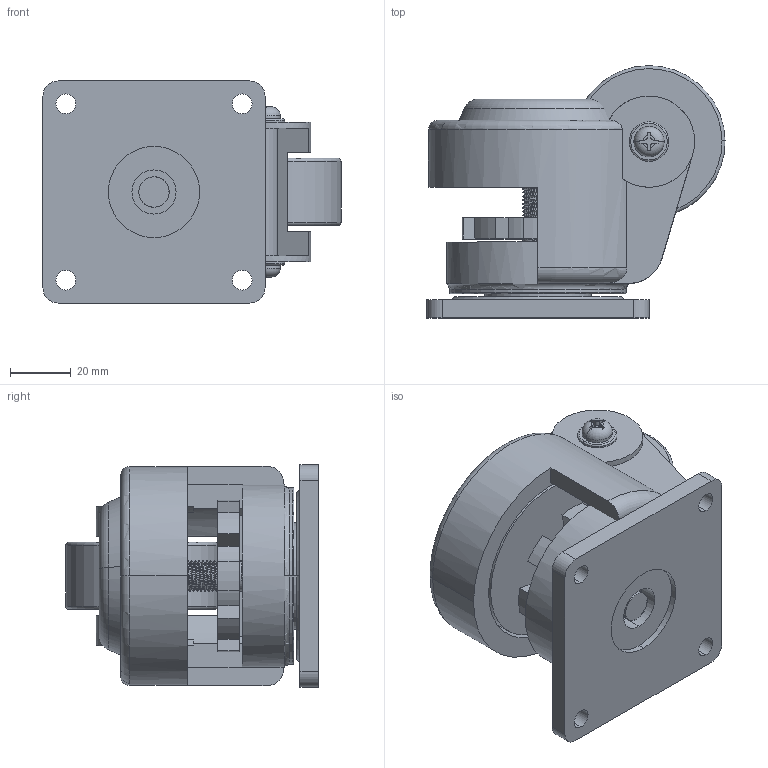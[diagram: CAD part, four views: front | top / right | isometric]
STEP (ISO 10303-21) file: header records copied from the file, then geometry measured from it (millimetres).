
FILE_DESCRIPTION (( 'STEP AP214' ), '1' );
FILE_NAME ('Êîëåñî â ñáîðå.STEP', '2025-09-01T07:28:21', ( '' ), ( '' ), 'SwSTEP 2.0', 'SolidWorks 2021', '' );
FILE_SCHEMA (( 'AUTOMOTIVE_DESIGN' ));
Length unit declared in the file: millimetre
Products named in the file (8): 鎔艜; 扻錼勷; Êîëåñî â ñáîðå; Ïÿòêà; ﾊ煇鳫; 扻豵鵨; Ñòåðæåíü ðåçüáîâîé; Ðåãóëÿòîð
Assembly tree (7 placements, depth 2):
  Êîëåñî â ñáîðå
    鎔艜
    扻錼勷
    扻豵鵨
    ﾊ煇鳫
    Ðåãóëÿòîð
    Ñòåðæåíü ðåçüáîâîé
    Ïÿòêà
Bounding box: 98 x 83 x 73 mm (x, y, z)
Volume: 256313.3 mm3; surface area: 66924.7 mm2
Topology: 7 solids, 7 shells, 298 faces, 815 edges, 533 vertices
Faces by surface type: cylinder 149, plane 115, torus 29, bspline 3, cone 2
Entity records: 15796 total; most frequent: CARTESIAN_POINT 8250, ORIENTED_EDGE 1622, DIRECTION 1442, EDGE_CURVE 811, AXIS2_PLACEMENT_3D 534, VERTEX_POINT 531, LINE 374, VECTOR 374
